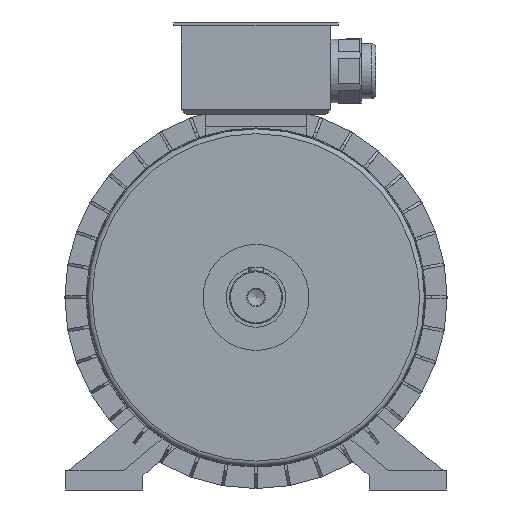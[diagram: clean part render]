
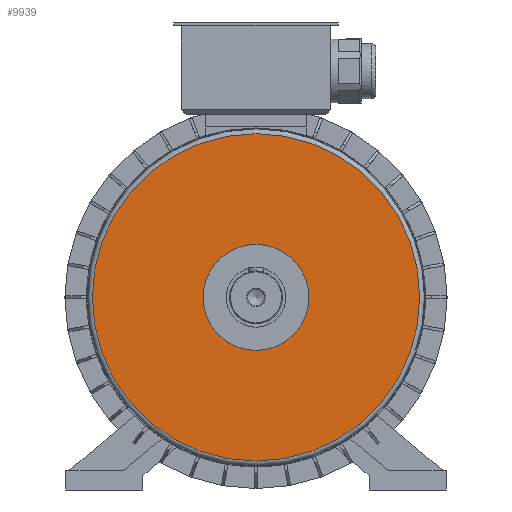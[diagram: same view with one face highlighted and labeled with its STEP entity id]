
A CAD part, front view. The second image highlights one B-rep face of the part: STEP entity #9939.
In plain terms, the highlighted planar face has unit normal (0, -1, 0).
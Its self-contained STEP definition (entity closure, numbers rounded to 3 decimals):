
#363=CIRCLE('',#10503,170.);
#364=CIRCLE('',#10504,55.);
#1094=ORIENTED_EDGE('',*,*,#3161,.T.);
#1095=ORIENTED_EDGE('',*,*,#3162,.T.);
#3161=EDGE_CURVE('',#4171,#4171,#363,.F.);
#3162=EDGE_CURVE('',#4172,#4172,#364,.T.);
#4171=VERTEX_POINT('',#14043);
#4172=VERTEX_POINT('',#14045);
#6020=EDGE_LOOP('',(#1094));
#6021=EDGE_LOOP('',(#1095));
#6459=FACE_BOUND('',#6020,.T.);
#6460=FACE_BOUND('',#6021,.T.);
#6878=PLANE('',#10502);
#9939=ADVANCED_FACE('',(#6459,#6460),#6878,.F.);
#10502=AXIS2_PLACEMENT_3D('',#14041,#11770,#11771);
#10503=AXIS2_PLACEMENT_3D('',#14042,#11772,#11773);
#10504=AXIS2_PLACEMENT_3D('',#14044,#11774,#11775);
#11770=DIRECTION('',(0.,1.,0.));
#11771=DIRECTION('',(0.,0.,1.));
#11772=DIRECTION('',(0.,1.,0.));
#11773=DIRECTION('',(0.,0.,1.));
#11774=DIRECTION('',(0.,1.,0.));
#11775=DIRECTION('',(1.,0.,0.));
#14041=CARTESIAN_POINT('',(0.,-40.,0.));
#14042=CARTESIAN_POINT('',(0.,-40.,0.));
#14043=CARTESIAN_POINT('',(0.,-40.,170.));
#14044=CARTESIAN_POINT('',(0.,-40.,0.));
#14045=CARTESIAN_POINT('',(55.,-40.,0.));
